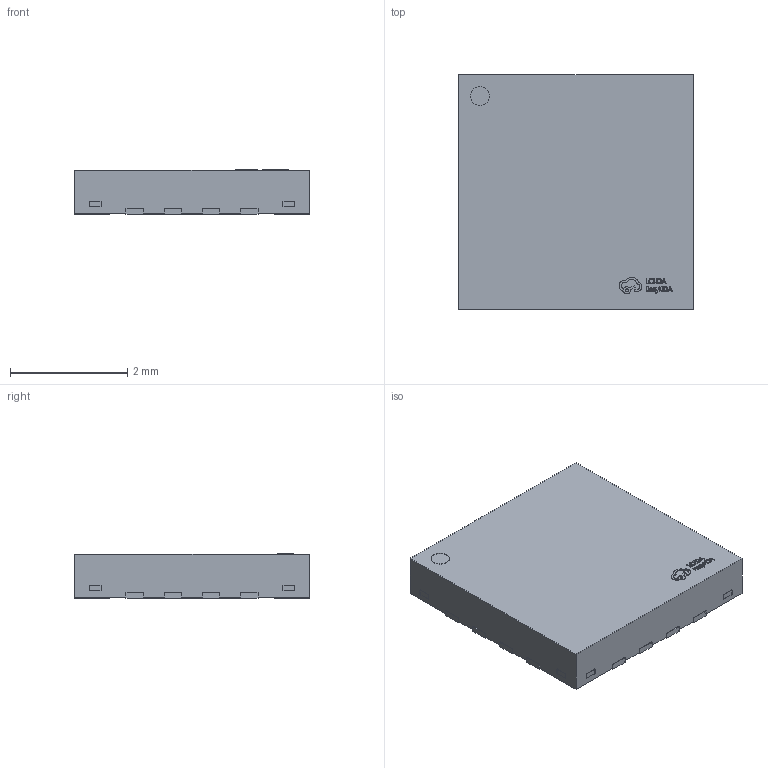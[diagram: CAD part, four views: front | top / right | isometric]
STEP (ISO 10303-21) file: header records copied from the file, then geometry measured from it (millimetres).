
FILE_DESCRIPTION (( 'STEP AP214' ), '1' );
FILE_NAME ('QFN-16_L4.0-W4.0-P0.65-TL-EP2.1.step', '2022-07-15T02:53:57', ( '' ), ( '' ), 'SwSTEP 2.0', 'SolidWorks 2020', '' );
FILE_SCHEMA (( 'AUTOMOTIVE_DESIGN' ));
Length unit declared in the file: millimetre
Products named in the file (1): QFN-16_L4.0-W4.0-P0.65-TL-EP2.1
Bounding box: 4.02 x 4.02 x 0.76 mm (x, y, z)
Volume: 11.8 mm3; surface area: 44.7 mm2
Topology: 1 solids, 1 shells, 442 faces, 1212 edges, 808 vertices
Faces by surface type: plane 304, bspline 112, cylinder 26
Entity records: 19976 total; most frequent: CARTESIAN_POINT 4567, ORIENTED_EDGE 2424, DIRECTION 1698, EDGE_CURVE 1212, VECTOR 932, LINE 932, VERTEX_POINT 808, EDGE_LOOP 478
